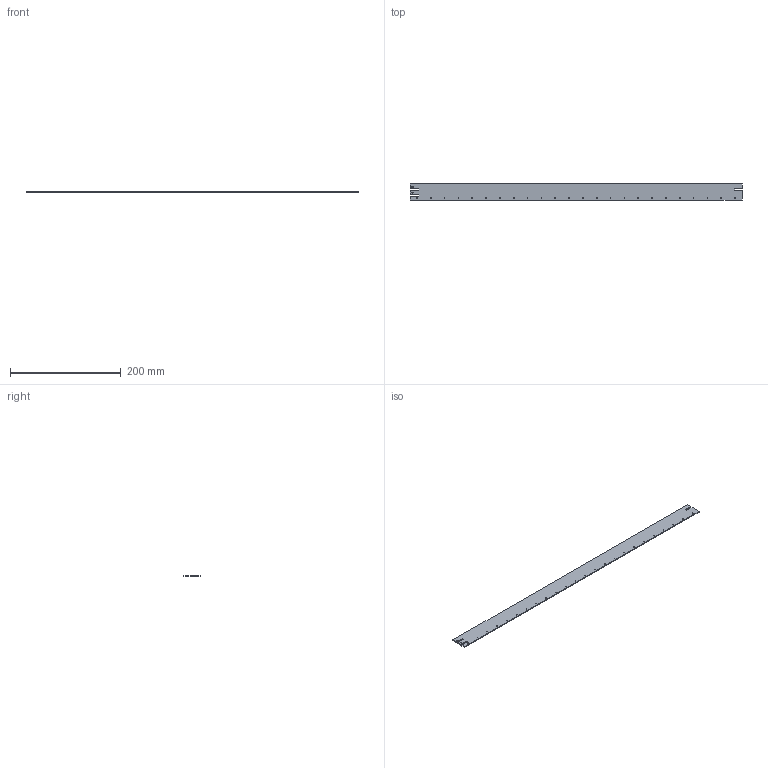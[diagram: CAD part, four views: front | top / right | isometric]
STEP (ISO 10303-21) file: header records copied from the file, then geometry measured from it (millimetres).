
FILE_DESCRIPTION(('KiCad electronic assembly'),'2;1');
FILE_NAME('Harpe ruches.step','2023-02-12T22:04:29',('Pcbnew'),('Kicad') ,'Open CASCADE STEP processor 7.6','KiCad to STEP converter','Unknown' );
FILE_SCHEMA(('AUTOMOTIVE_DESIGN { 1 0 10303 214 1 1 1 1 }'));
Length unit declared in the file: millimetre
Products named in the file (2): Harpe ruches 1; Harpe ruches PCB
Assembly tree (1 placements, depth 2):
  Harpe ruches 1
    Harpe ruches PCB
Bounding box: 600 x 30 x 1.6 mm (x, y, z)
Volume: 28517.2 mm3; surface area: 37989.9 mm2
Topology: 1 solids, 1 shells, 61 faces, 177 edges, 118 vertices
Faces by surface type: cylinder 36, plane 25
Full cylindrical faces by diameter (mm): 1.4 x24, 2 x2
Entity records: 4711 total; most frequent: CARTESIAN_POINT 1144, DIRECTION 657, LINE 387, VECTOR 387, ORIENTED_EDGE 354, PCURVE 354, DEFINITIONAL_REPRESENTATION 354, EDGE_CURVE 177
